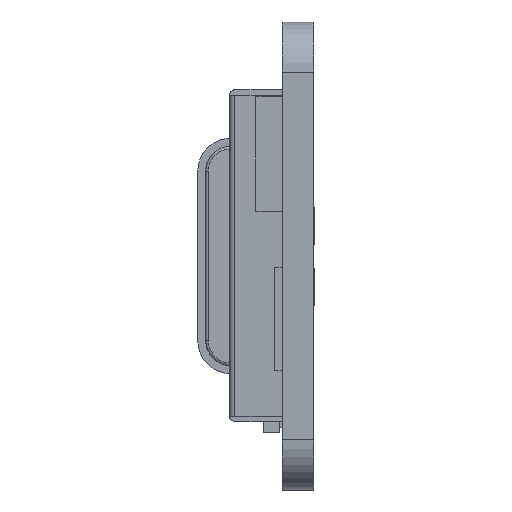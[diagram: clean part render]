
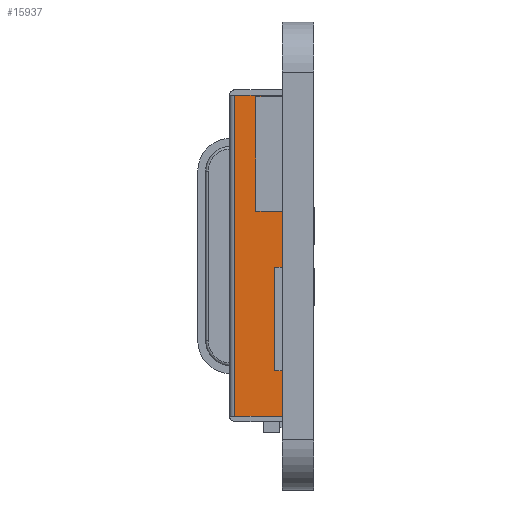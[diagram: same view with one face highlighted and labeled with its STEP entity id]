
A CAD part, left-side view. The second image highlights one B-rep face of the part: STEP entity #15937.
In plain terms, the highlighted planar face has unit normal (-1, 0, 0).
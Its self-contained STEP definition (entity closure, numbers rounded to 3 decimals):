
#1586=FACE_OUTER_BOUND('',#2506,.T.);
#2506=EDGE_LOOP('',(#12174,#12175,#12176,#12177));
#3856=LINE('',#25520,#5552);
#3858=LINE('',#25525,#5554);
#3859=LINE('',#25526,#5555);
#3860=LINE('',#25527,#5556);
#5552=VECTOR('',#20468,10.);
#5554=VECTOR('',#20472,10.);
#5555=VECTOR('',#20473,10.);
#5556=VECTOR('',#20474,10.);
#7110=VERTEX_POINT('',#25517);
#7111=VERTEX_POINT('',#25519);
#7112=VERTEX_POINT('',#25523);
#7113=VERTEX_POINT('',#25524);
#8944=EDGE_CURVE('',#7110,#7111,#3856,.T.);
#8946=EDGE_CURVE('',#7112,#7113,#3858,.T.);
#8947=EDGE_CURVE('',#7112,#7111,#3859,.F.);
#8948=EDGE_CURVE('',#7110,#7113,#3860,.F.);
#12174=ORIENTED_EDGE('',*,*,#8946,.F.);
#12175=ORIENTED_EDGE('',*,*,#8947,.T.);
#12176=ORIENTED_EDGE('',*,*,#8944,.F.);
#12177=ORIENTED_EDGE('',*,*,#8948,.T.);
#14998=PLANE('',#17476);
#15937=ADVANCED_FACE('',(#1586),#14998,.T.);
#17476=AXIS2_PLACEMENT_3D('',#25522,#20470,#20471);
#20468=DIRECTION('',(0.,0.,-1.));
#20470=DIRECTION('center_axis',(-1.,0.,0.));
#20471=DIRECTION('ref_axis',(0.,0.,1.));
#20472=DIRECTION('',(0.,0.,1.));
#20473=DIRECTION('',(0.,1.,0.));
#20474=DIRECTION('',(0.,-1.,0.));
#25517=CARTESIAN_POINT('',(-5.028,1.,-0.011));
#25519=CARTESIAN_POINT('',(-5.028,1.,-12.211));
#25520=CARTESIAN_POINT('',(-5.028,1.,-9.223));
#25522=CARTESIAN_POINT('Origin',(-5.028,1.,-12.334));
#25523=CARTESIAN_POINT('',(-5.028,2.8,-12.211));
#25524=CARTESIAN_POINT('',(-5.028,2.8,-0.011));
#25525=CARTESIAN_POINT('',(-5.028,2.8,-9.223));
#25526=CARTESIAN_POINT('',(-5.028,1.,-12.211));
#25527=CARTESIAN_POINT('',(-5.028,1.,-0.011));
